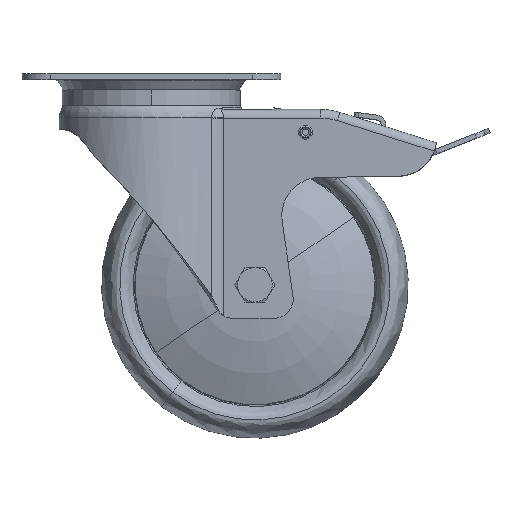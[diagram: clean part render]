
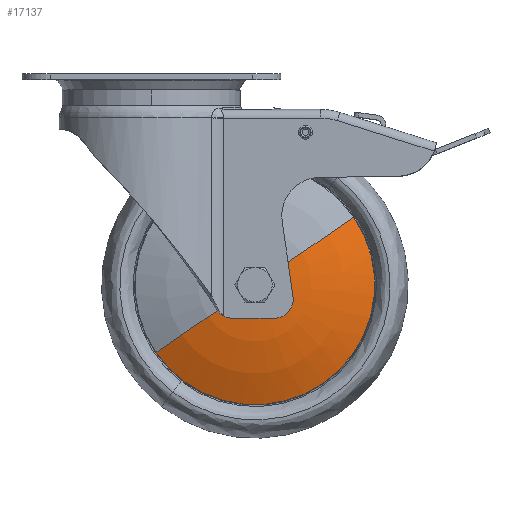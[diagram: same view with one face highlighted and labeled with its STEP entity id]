
A CAD part, top view. The second image highlights one B-rep face of the part: STEP entity #17137.
In plain terms, the highlighted toroidal (fillet/blend) face has major radius 3.595 mm and minor radius 150 mm.
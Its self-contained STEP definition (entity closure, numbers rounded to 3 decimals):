
#54 = VERTEX_POINT ( 'NONE', #61364 ) ;
#2125 = CARTESIAN_POINT ( 'NONE',  ( 54., -110., 30.5 ) ) ;
#5068 = ORIENTED_EDGE ( 'NONE', *, *, #10386, .F. ) ;
#5147 = CARTESIAN_POINT ( 'NONE',  ( 2.384, -145.264, 18.709 ) ) ;
#8580 = EDGE_CURVE ( 'NONE', #28960, #54, #65617, .T. ) ;
#9255 = CARTESIAN_POINT ( 'NONE',  ( 51.032, -112.028, -119.235 ) ) ;
#10386 = EDGE_CURVE ( 'NONE', #69163, #38470, #51432, .T. ) ;
#11017 = CARTESIAN_POINT ( 'NONE',  ( 105.616, -74.736, 18.709 ) ) ;
#11075 = ORIENTED_EDGE ( 'NONE', *, *, #41810, .F. ) ;
#11473 = TOROIDAL_SURFACE ( 'NONE', #47776, 3.595, 150. ) ;
#13351 = EDGE_LOOP ( 'NONE', ( #57843, #15856, #11075, #5068 ) ) ;
#13983 = AXIS2_PLACEMENT_3D ( 'NONE', #9255, #46193, #46529 ) ;
#15856 = ORIENTED_EDGE ( 'NONE', *, *, #8580, .T. ) ;
#17137 = ADVANCED_FACE ( 'NONE', ( #18732 ), #11473, .T. ) ;
#18673 = CARTESIAN_POINT ( 'NONE',  ( 56.968, -107.972, -119.235 ) ) ;
#18732 = FACE_OUTER_BOUND ( 'NONE', #13351, .T. ) ;
#20396 = DIRECTION ( 'NONE',  ( 0.826, 0.564, 0. ) ) ;
#20762 = DIRECTION ( 'NONE',  ( -0.826, -0.564, 0. ) ) ;
#25353 = CARTESIAN_POINT ( 'NONE',  ( 54., -110., 18.709 ) ) ;
#28960 = VERTEX_POINT ( 'NONE', #11017 ) ;
#33416 = DIRECTION ( 'NONE',  ( -0.826, -0.564, 0. ) ) ;
#34624 = CIRCLE ( 'NONE', #55060, 12.5 ) ;
#36056 = DIRECTION ( 'NONE',  ( 0., 0., 1. ) ) ;
#36117 = CIRCLE ( 'NONE', #38253, 62.512 ) ;
#38253 = AXIS2_PLACEMENT_3D ( 'NONE', #25353, #69109, #20396 ) ;
#38470 = VERTEX_POINT ( 'NONE', #53611 ) ;
#40330 = DIRECTION ( 'NONE',  ( 0.826, 0.564, 0. ) ) ;
#41810 = EDGE_CURVE ( 'NONE', #38470, #54, #34624, .T. ) ;
#44820 = DIRECTION ( 'NONE',  ( 0., 0., 1. ) ) ;
#46193 = DIRECTION ( 'NONE',  ( -0.564, 0.826, 0. ) ) ;
#46257 = AXIS2_PLACEMENT_3D ( 'NONE', #18673, #53003, #40330 ) ;
#46529 = DIRECTION ( 'NONE',  ( -0.826, -0.564, 0. ) ) ;
#47776 = AXIS2_PLACEMENT_3D ( 'NONE', #58445, #36056, #20762 ) ;
#50441 = EDGE_CURVE ( 'NONE', #69163, #28960, #36117, .T. ) ;
#51432 = CIRCLE ( 'NONE', #13983, 150. ) ;
#53003 = DIRECTION ( 'NONE',  ( 0.564, -0.826, 0. ) ) ;
#53611 = CARTESIAN_POINT ( 'NONE',  ( 43.679, -117.052, 30.5 ) ) ;
#55060 = AXIS2_PLACEMENT_3D ( 'NONE', #2125, #44820, #33416 ) ;
#57843 = ORIENTED_EDGE ( 'NONE', *, *, #50441, .T. ) ;
#58445 = CARTESIAN_POINT ( 'NONE',  ( 54., -110., -119.235 ) ) ;
#61364 = CARTESIAN_POINT ( 'NONE',  ( 64.321, -102.948, 30.5 ) ) ;
#65617 = CIRCLE ( 'NONE', #46257, 150. ) ;
#69109 = DIRECTION ( 'NONE',  ( 0., 0., 1. ) ) ;
#69163 = VERTEX_POINT ( 'NONE', #5147 ) ;
